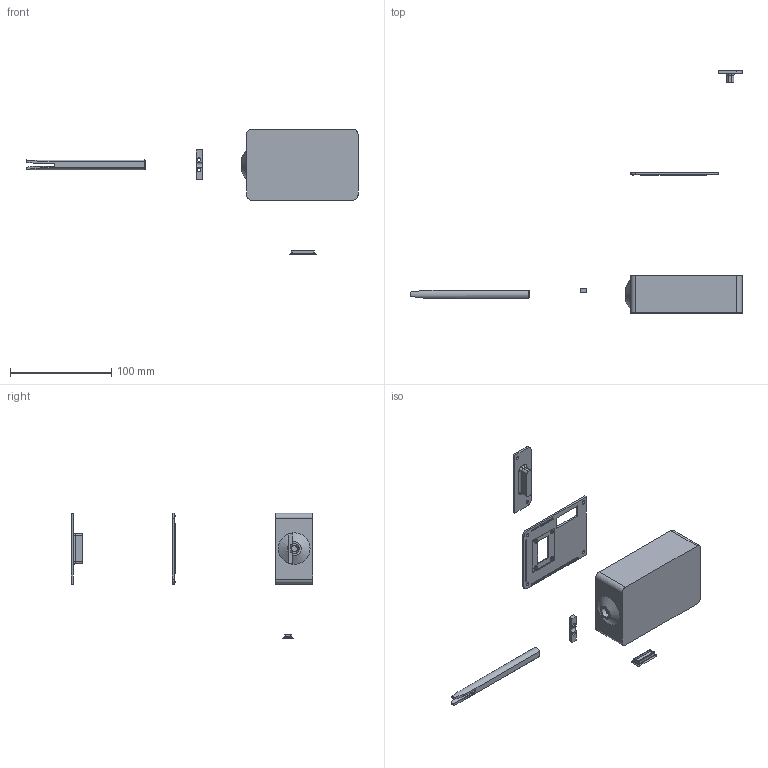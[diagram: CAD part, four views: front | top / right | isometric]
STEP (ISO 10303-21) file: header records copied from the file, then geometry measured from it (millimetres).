
FILE_DESCRIPTION(/* description */ (''),/* implementation_level */ '2;1');
FILE_NAME(/* name */ 'Magnetometre.stp',/* time_stamp */ '2021-03-04T19:37:51-05:00',/* author */ ('Lionel Birglen'),/* organization */ (''),/* preprocessor_version */ 'ST-DEVELOPER v17.2',/* originating_system */ 'Autodesk Inventor 2019',/* authorisation */ '');
FILE_SCHEMA (('AUTOMOTIVE_DESIGN { 1 0 10303 214 3 1 1 }'));
Length unit declared in the file: millimetre
Products named in the file (1): Magnetometre
Bounding box: 328 x 239 x 124 mm (x, y, z)
Volume: 74578.2 mm3; surface area: 73705.1 mm2
Topology: 6 solids, 6 shells, 258 faces, 619 edges, 407 vertices
Faces by surface type: plane 165, cylinder 78, cone 11, torus 4
Full cylindrical faces by diameter (mm): 1.9 x4, 2 x1, 2.9 x13, 3 x1, 3.5 x8, 4 x4, 6 x1, 6.5 x7, 10 x1
Entity records: 7628 total; most frequent: DIRECTION 1326, CARTESIAN_POINT 1297, ORIENTED_EDGE 1238, EDGE_CURVE 619, AXIS2_PLACEMENT_3D 452, LINE 422, VECTOR 422, VERTEX_POINT 407
